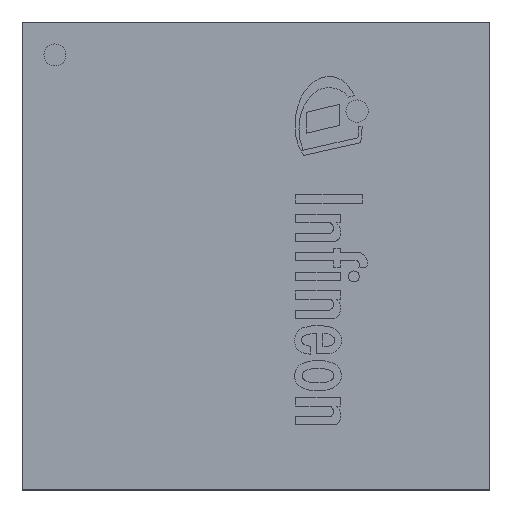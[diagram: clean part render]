
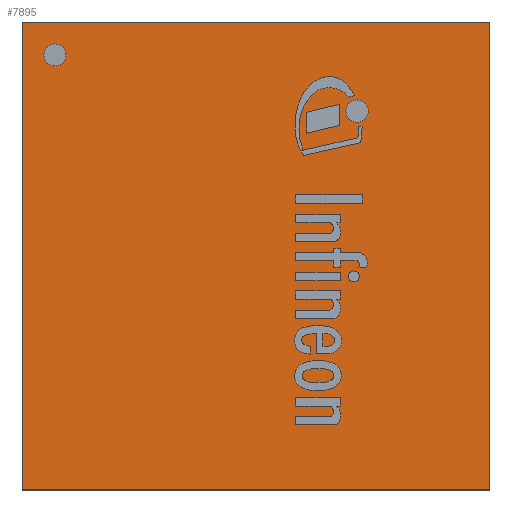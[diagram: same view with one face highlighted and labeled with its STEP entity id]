
A CAD part, top view. The second image highlights one B-rep face of the part: STEP entity #7895.
In plain terms, the highlighted planar face has unit normal (0, 0, 1).
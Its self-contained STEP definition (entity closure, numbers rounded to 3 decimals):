
#510=FACE_BOUND('',#2911,.T.);
#518=CIRCLE('',#9355,0.5);
#1897=FACE_OUTER_BOUND('',#2910,.T.);
#2910=EDGE_LOOP('',(#5901,#5902,#5903,#5904));
#2911=EDGE_LOOP('',(#5905));
#3937=LINE('',#13999,#4200);
#3940=LINE('',#14005,#4203);
#3943=LINE('',#14011,#4206);
#3946=LINE('',#14015,#4209);
#4200=VECTOR('',#10846,1.);
#4203=VECTOR('',#10851,1.);
#4206=VECTOR('',#10856,1.);
#4209=VECTOR('',#10861,1.);
#4453=VERTEX_POINT('',#13987);
#4457=VERTEX_POINT('',#13996);
#4458=VERTEX_POINT('',#13998);
#4460=VERTEX_POINT('',#14004);
#4462=VERTEX_POINT('',#14010);
#5107=EDGE_CURVE('',#4453,#4453,#518,.T.);
#5111=EDGE_CURVE('',#4458,#4457,#3937,.T.);
#5114=EDGE_CURVE('',#4460,#4458,#3940,.T.);
#5117=EDGE_CURVE('',#4462,#4460,#3943,.T.);
#5120=EDGE_CURVE('',#4457,#4462,#3946,.T.);
#5901=ORIENTED_EDGE('',*,*,#5120,.T.);
#5902=ORIENTED_EDGE('',*,*,#5117,.T.);
#5903=ORIENTED_EDGE('',*,*,#5114,.T.);
#5904=ORIENTED_EDGE('',*,*,#5111,.T.);
#5905=ORIENTED_EDGE('',*,*,#5107,.T.);
#7342=PLANE('',#9363);
#7895=ADVANCED_FACE('',(#1897,#510),#7342,.T.);
#9355=AXIS2_PLACEMENT_3D('',#13988,#10836,#10837);
#9363=AXIS2_PLACEMENT_3D('',#14017,#10864,#10865);
#10836=DIRECTION('center_axis',(0.,0.,-1.));
#10837=DIRECTION('ref_axis',(0.,1.,0.));
#10846=DIRECTION('',(1.,0.,0.));
#10851=DIRECTION('',(0.,-1.,0.));
#10856=DIRECTION('',(-1.,0.,0.));
#10861=DIRECTION('',(0.,1.,0.));
#10864=DIRECTION('center_axis',(0.,0.,1.));
#10865=DIRECTION('ref_axis',(0.,-1.,0.));
#13987=CARTESIAN_POINT('',(-9.15,8.65,1.7));
#13988=CARTESIAN_POINT('Origin',(-9.15,9.15,1.7));
#13996=CARTESIAN_POINT('',(10.65,-10.65,1.7));
#13998=CARTESIAN_POINT('',(-10.65,-10.65,1.7));
#13999=CARTESIAN_POINT('',(10.65,-10.65,1.7));
#14004=CARTESIAN_POINT('',(-10.65,10.65,1.7));
#14005=CARTESIAN_POINT('',(-10.65,-10.65,1.7));
#14010=CARTESIAN_POINT('',(10.65,10.65,1.7));
#14011=CARTESIAN_POINT('',(-10.65,10.65,1.7));
#14015=CARTESIAN_POINT('',(10.65,10.65,1.7));
#14017=CARTESIAN_POINT('Origin',(0.,0.,
1.7));
